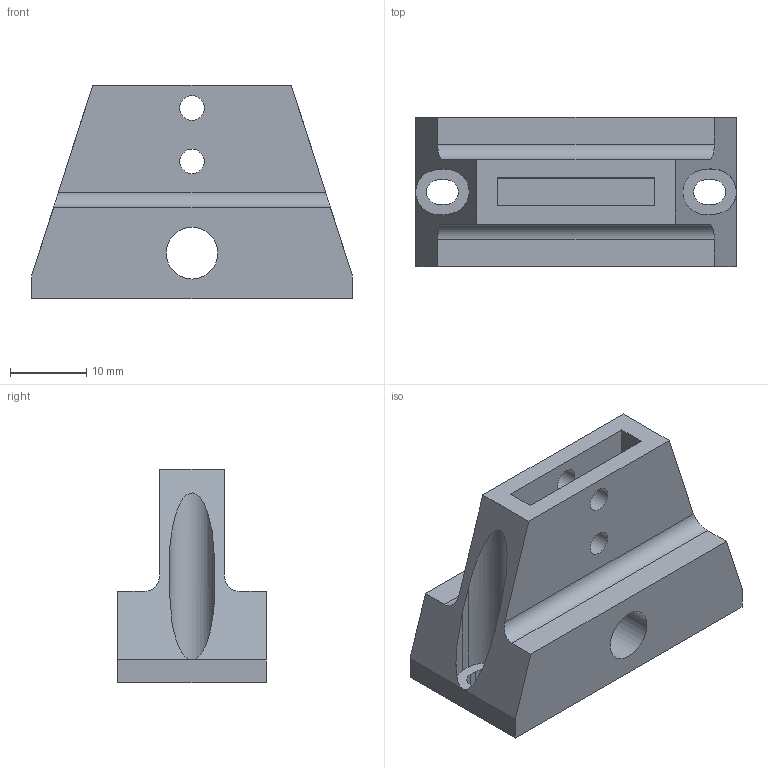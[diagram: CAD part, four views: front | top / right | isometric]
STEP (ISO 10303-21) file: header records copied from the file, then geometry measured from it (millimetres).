
FILE_DESCRIPTION(('FreeCAD Model'),'2;1');
FILE_NAME('Pivot-Renvoie.step','2015-11-25T22:45:59',('Author'),(''), 'Open CASCADE STEP processor 6.8','FreeCAD','Unknown');
FILE_SCHEMA(('AUTOMOTIVE_DESIGN_CC2 { 1 2 10303 214 -1 1 5 4 }'));
Length unit declared in the file: millimetre
Products named in the file (2): ASSEMBLY; Fillet001
Assembly tree (1 placements, depth 2):
  ASSEMBLY
    Fillet001
Bounding box: 42 x 19.5 x 28 mm (x, y, z)
Volume: 10900 mm3; surface area: 5534 mm2
Topology: 1 solids, 1 shells, 44 faces, 129 edges, 80 vertices
Faces by surface type: plane 27, cylinder 17
Full cylindrical faces by diameter (mm): 3.2 x4, 6.8 x1
Entity records: 3059 total; most frequent: CARTESIAN_POINT 743, DIRECTION 403, ORIENTED_EDGE 234, PCURVE 234, DEFINITIONAL_REPRESENTATION 234, LINE 233, VECTOR 233, EDGE_CURVE 117
